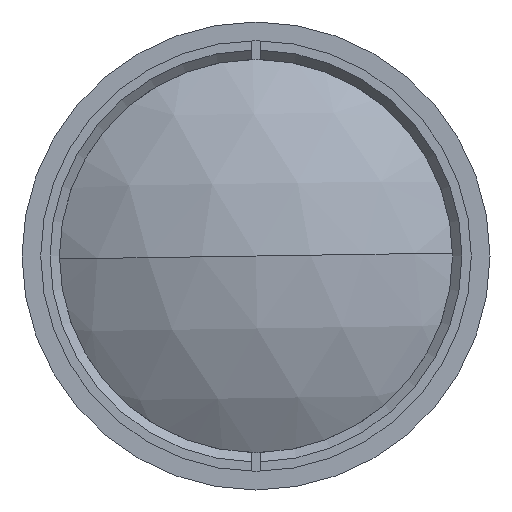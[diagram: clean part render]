
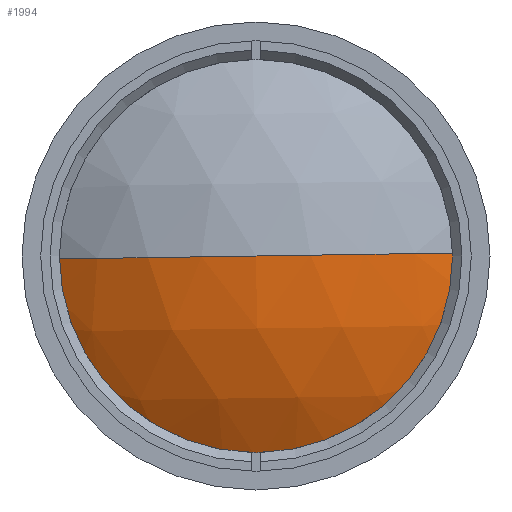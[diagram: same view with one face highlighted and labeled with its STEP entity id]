
A CAD part, left-side view. The second image highlights one B-rep face of the part: STEP entity #1994.
In plain terms, the highlighted spherical face has radius 38.79 mm.
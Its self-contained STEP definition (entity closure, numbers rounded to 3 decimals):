
#21 = VERTEX_POINT ( 'NONE', #651 ) ;
#86 = CARTESIAN_POINT ( 'NONE',  ( 39.822, 0., 0. ) ) ;
#161 = DIRECTION ( 'NONE',  ( 0., 1., -0.015 ) ) ;
#182 = CARTESIAN_POINT ( 'NONE',  ( 39.822, 0., 0. ) ) ;
#186 = ORIENTED_EDGE ( 'NONE', *, *, #1679, .T. ) ;
#229 = SPHERICAL_SURFACE ( 'NONE', #1408, 38.79 ) ;
#234 = DIRECTION ( 'NONE',  ( 0., -1., 0.015 ) ) ;
#271 = FACE_OUTER_BOUND ( 'NONE', #1096, .T. ) ;
#501 = CIRCLE ( 'NONE', #934, 38.79 ) ;
#555 = EDGE_CURVE ( 'NONE', #707, #2018, #734, .T. ) ;
#651 = CARTESIAN_POINT ( 'NONE',  ( 7.874, -21.998, 0.33 ) ) ;
#707 = VERTEX_POINT ( 'NONE', #1338 ) ;
#734 = CIRCLE ( 'NONE', #1690, 38.79 ) ;
#784 = ORIENTED_EDGE ( 'NONE', *, *, #1053, .T. ) ;
#934 = AXIS2_PLACEMENT_3D ( 'NONE', #1742, #1672, #1660 ) ;
#1053 = EDGE_CURVE ( 'NONE', #707, #21, #1761, .T. ) ;
#1096 = EDGE_LOOP ( 'NONE', ( #784, #186, #1419 ) ) ;
#1338 = CARTESIAN_POINT ( 'NONE',  ( 7.874, 21.998, -0.33 ) ) ;
#1408 = AXIS2_PLACEMENT_3D ( 'NONE', #182, #1439, #161 ) ;
#1419 = ORIENTED_EDGE ( 'NONE', *, *, #555, .F. ) ;
#1439 = DIRECTION ( 'NONE',  ( 0., -0.015, -1. ) ) ;
#1457 = AXIS2_PLACEMENT_3D ( 'NONE', #1706, #1703, #1700 ) ;
#1660 = DIRECTION ( 'NONE',  ( 0., 1., -0.015 ) ) ;
#1672 = DIRECTION ( 'NONE',  ( 0., -0.015, -1. ) ) ;
#1679 = EDGE_CURVE ( 'NONE', #21, #2018, #501, .T. ) ;
#1690 = AXIS2_PLACEMENT_3D ( 'NONE', #86, #1982, #234 ) ;
#1700 = DIRECTION ( 'NONE',  ( 0., 0.015, 1. ) ) ;
#1703 = DIRECTION ( 'NONE',  ( -1., 0., 0. ) ) ;
#1706 = CARTESIAN_POINT ( 'NONE',  ( 7.874, 0., 0. ) ) ;
#1742 = CARTESIAN_POINT ( 'NONE',  ( 39.822, 0., 0. ) ) ;
#1761 = CIRCLE ( 'NONE', #1457, 22. ) ;
#1982 = DIRECTION ( 'NONE',  ( 0., 0.015, 1. ) ) ;
#1994 = ADVANCED_FACE ( 'NONE', ( #271 ), #229, .T. ) ;
#2018 = VERTEX_POINT ( 'NONE', #2170 ) ;
#2170 = CARTESIAN_POINT ( 'NONE',  ( 1.032, 0., 0. ) ) ;
